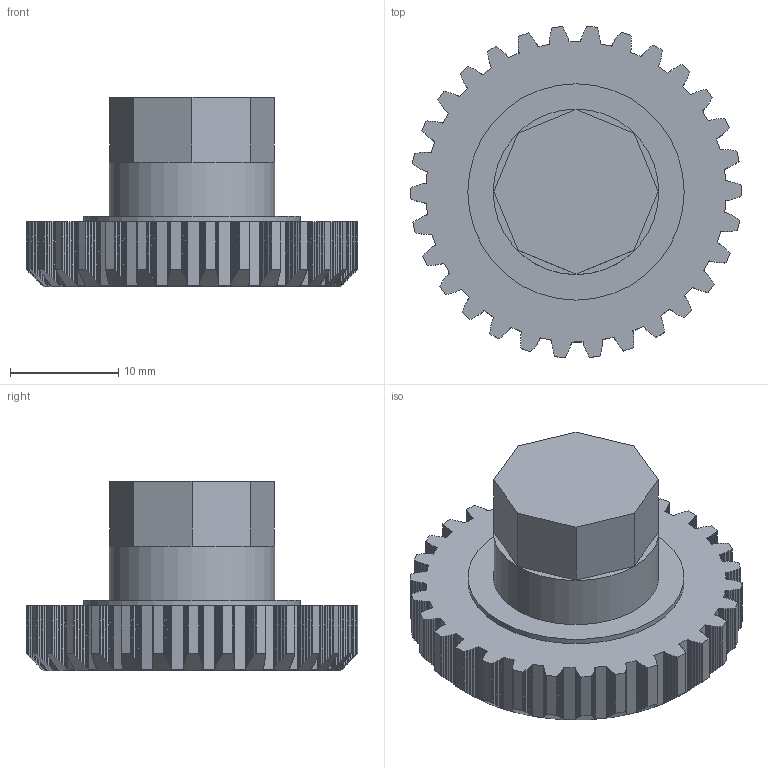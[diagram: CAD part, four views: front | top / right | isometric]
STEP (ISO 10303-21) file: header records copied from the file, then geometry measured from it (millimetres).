
FILE_DESCRIPTION(('STEP AP214'), '1');
FILE_NAME('r5-52', '2023-04-17T14:35:58', (''), (''), 'ASCON STEP Converter 1.3', 'ASCON Math Kernel', '');
FILE_SCHEMA(('AUTOMOTIVE_DESIGN { 1 0 10303 214 3 1 1}'));
Length unit declared in the file: millimetre
Products named in the file (1): 5
Bounding box: 30.69 x 30.63 x 17.5 mm (x, y, z)
Volume: 5172.2 mm3; surface area: 2928.8 mm2
Topology: 1 solids, 1 shells, 919 faces, 2740 edges, 1826 vertices
Faces by surface type: plane 913, cone 3, cylinder 3
Full cylindrical faces by diameter (mm): 13.2 x1, 15.3 x1, 20 x1
Entity records: 32433 total; most frequent: CARTESIAN_POINT 9502, ORIENTED_EDGE 5466, DIRECTION 3680, EDGE_CURVE 2733, VERTEX_POINT 1825, LINE 1824, VECTOR 1824, AXIS2_PLACEMENT_3D 928
